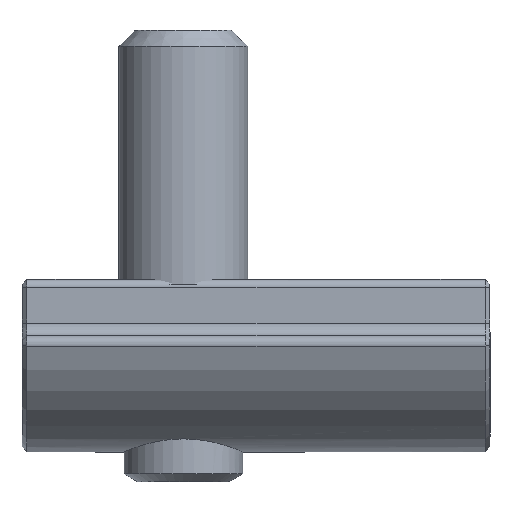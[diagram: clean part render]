
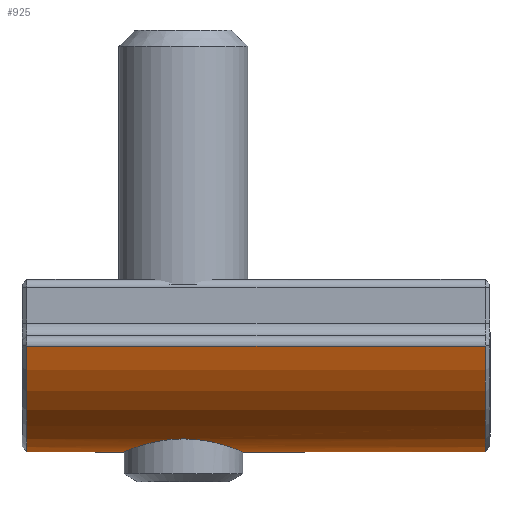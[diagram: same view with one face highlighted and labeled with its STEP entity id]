
A CAD part, left-side view. The second image highlights one B-rep face of the part: STEP entity #925.
In plain terms, the highlighted cylindrical face has radius 9 mm (diameter 18 mm), a partial arc.
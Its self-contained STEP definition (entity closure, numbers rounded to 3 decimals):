
#41=FACE_BOUND('',#183,.T.);
#57=B_SPLINE_CURVE_WITH_KNOTS('',3,(#1474,#1475,#1476,#1477,#1478,#1479,
#1480,#1481,#1482,#1483,#1484,#1485,#1486,#1487,#1488,#1489,#1490,#1491,
#1492,#1493,#1494,#1495,#1496,#1497,#1498,#1499,#1500,#1501,#1502,#1503,
#1504,#1505,#1506,#1507),.UNSPECIFIED.,.T.,.F.,(4,2,2,2,2,2,2,2,2,2,2,2,
2,2,2,2,4),(0.,0.143,0.287,0.43,0.573,
0.716,0.859,1.002,1.145,1.289,
1.432,1.575,1.718,1.861,2.004,
2.148,2.291),.UNSPECIFIED.);
#65=CYLINDRICAL_SURFACE('',#1007,9.);
#119=FACE_OUTER_BOUND('',#182,.T.);
#182=EDGE_LOOP('',(#693,#694,#695,#696));
#183=EDGE_LOOP('',(#697));
#254=CIRCLE('',#991,9.);
#262=CIRCLE('',#1008,9.);
#315=LINE('',#1467,#385);
#316=LINE('',#1471,#386);
#385=VECTOR('',#1173,28.4);
#386=VECTOR('',#1178,28.4);
#438=VERTEX_POINT('',#1409);
#442=VERTEX_POINT('',#1421);
#456=VERTEX_POINT('',#1466);
#457=VERTEX_POINT('',#1470);
#458=VERTEX_POINT('',#1473);
#529=EDGE_CURVE('',#438,#442,#254,.T.);
#550=EDGE_CURVE('',#456,#442,#315,.T.);
#552=EDGE_CURVE('',#457,#438,#316,.T.);
#553=EDGE_CURVE('',#456,#457,#262,.T.);
#554=EDGE_CURVE('',#458,#458,#57,.T.);
#693=ORIENTED_EDGE('',*,*,#529,.F.);
#694=ORIENTED_EDGE('',*,*,#552,.F.);
#695=ORIENTED_EDGE('',*,*,#553,.F.);
#696=ORIENTED_EDGE('',*,*,#550,.T.);
#697=ORIENTED_EDGE('',*,*,#554,.T.);
#925=ADVANCED_FACE('',(#119,#41),#65,.T.);
#991=AXIS2_PLACEMENT_3D('',#1425,#1129,#1130);
#1007=AXIS2_PLACEMENT_3D('',#1469,#1176,#1177);
#1008=AXIS2_PLACEMENT_3D('',#1472,#1179,#1180);
#1129=DIRECTION('center_axis',(0.,1.,0.));
#1130=DIRECTION('ref_axis',(0.963,0.,-0.271));
#1173=DIRECTION('',(0.,1.,0.));
#1176=DIRECTION('center_axis',(0.,1.,0.));
#1177=DIRECTION('ref_axis',(0.963,0.,-0.271));
#1178=DIRECTION('',(0.,1.,0.));
#1179=DIRECTION('center_axis',(0.,-1.,0.));
#1180=DIRECTION('ref_axis',(0.963,0.,-0.271));
#1409=CARTESIAN_POINT('',(8.666,14.2,1.297));
#1421=CARTESIAN_POINT('',(-8.663,14.2,1.297));
#1425=CARTESIAN_POINT('Origin',(0.002,14.2,3.732));
#1466=CARTESIAN_POINT('',(-8.663,-14.2,1.297));
#1467=CARTESIAN_POINT('',(-8.663,0.,1.297));
#1469=CARTESIAN_POINT('Origin',(0.002,0.,3.732));
#1470=CARTESIAN_POINT('',(8.666,-14.2,1.297));
#1471=CARTESIAN_POINT('',(8.666,0.,1.297));
#1472=CARTESIAN_POINT('Origin',(0.002,-14.2,3.732));
#1473=CARTESIAN_POINT('',(3.75,4.5,-4.45));
#1474=CARTESIAN_POINT('Ctrl Pts',(3.75,4.5,-4.45));
#1475=CARTESIAN_POINT('Ctrl Pts',(3.75,4.978,-4.45));
#1476=CARTESIAN_POINT('Ctrl Pts',(3.653,5.482,-4.497));
#1477=CARTESIAN_POINT('Ctrl Pts',(3.269,6.404,-4.657));
#1478=CARTESIAN_POINT('Ctrl Pts',(2.982,6.822,-4.768));
#1479=CARTESIAN_POINT('Ctrl Pts',(2.322,7.481,-4.971));
#1480=CARTESIAN_POINT('Ctrl Pts',(1.904,7.769,-5.077));
#1481=CARTESIAN_POINT('Ctrl Pts',(0.982,8.154,-5.227));
#1482=CARTESIAN_POINT('Ctrl Pts',(0.477,8.25,-5.268));
#1483=CARTESIAN_POINT('Ctrl Pts',(-0.477,8.25,-5.268));
#1484=CARTESIAN_POINT('Ctrl Pts',(-0.982,8.153,-5.226));
#1485=CARTESIAN_POINT('Ctrl Pts',(-1.904,7.769,-5.076));
#1486=CARTESIAN_POINT('Ctrl Pts',(-2.322,7.481,-4.97));
#1487=CARTESIAN_POINT('Ctrl Pts',(-2.982,6.822,-4.766));
#1488=CARTESIAN_POINT('Ctrl Pts',(-3.269,6.404,-4.655));
#1489=CARTESIAN_POINT('Ctrl Pts',(-3.653,5.482,-4.495));
#1490=CARTESIAN_POINT('Ctrl Pts',(-3.75,4.978,-4.449));
#1491=CARTESIAN_POINT('Ctrl Pts',(-3.75,4.022,-4.449));
#1492=CARTESIAN_POINT('Ctrl Pts',(-3.653,3.518,-4.495));
#1493=CARTESIAN_POINT('Ctrl Pts',(-3.269,2.596,-4.655));
#1494=CARTESIAN_POINT('Ctrl Pts',(-2.982,2.178,-4.766));
#1495=CARTESIAN_POINT('Ctrl Pts',(-2.322,1.519,-4.97));
#1496=CARTESIAN_POINT('Ctrl Pts',(-1.904,1.231,-5.076));
#1497=CARTESIAN_POINT('Ctrl Pts',(-0.982,0.847,
-5.226));
#1498=CARTESIAN_POINT('Ctrl Pts',(-0.477,0.75,
-5.268));
#1499=CARTESIAN_POINT('Ctrl Pts',(0.477,0.75,-5.268));
#1500=CARTESIAN_POINT('Ctrl Pts',(0.982,0.846,-5.227));
#1501=CARTESIAN_POINT('Ctrl Pts',(1.904,1.231,-5.077));
#1502=CARTESIAN_POINT('Ctrl Pts',(2.322,1.519,-4.971));
#1503=CARTESIAN_POINT('Ctrl Pts',(2.982,2.178,-4.768));
#1504=CARTESIAN_POINT('Ctrl Pts',(3.269,2.596,-4.657));
#1505=CARTESIAN_POINT('Ctrl Pts',(3.653,3.518,-4.497));
#1506=CARTESIAN_POINT('Ctrl Pts',(3.75,4.022,-4.45));
#1507=CARTESIAN_POINT('Ctrl Pts',(3.75,4.5,-4.45));
